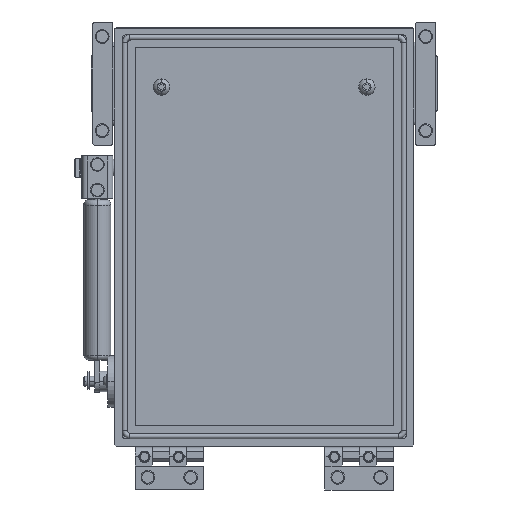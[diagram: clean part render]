
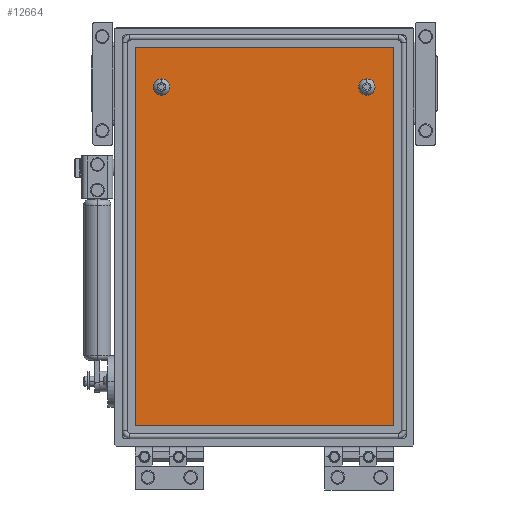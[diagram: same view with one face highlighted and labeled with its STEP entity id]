
A CAD part, front view. The second image highlights one B-rep face of the part: STEP entity #12664.
In plain terms, the highlighted planar face has unit normal (0, -1, 0).
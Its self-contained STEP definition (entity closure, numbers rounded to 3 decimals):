
#954 = VECTOR ( 'NONE', #1161, 1000. ) ;
#1161 = DIRECTION ( 'NONE',  ( -1., 0., 0. ) ) ;
#1247 = EDGE_CURVE ( 'NONE', #6439, #9684, #14272, .T. ) ;
#1858 = ORIENTED_EDGE ( 'NONE', *, *, #24171, .T. ) ;
#2392 = CARTESIAN_POINT ( 'NONE',  ( -75.5, 24., 110.5 ) ) ;
#2833 = VERTEX_POINT ( 'NONE', #4405 ) ;
#2960 = VERTEX_POINT ( 'NONE', #8262 ) ;
#3516 = DIRECTION ( 'NONE',  ( 0., 0., -1. ) ) ;
#3981 = AXIS2_PLACEMENT_3D ( 'NONE', #2392, #20246, #29157 ) ;
#4310 = VERTEX_POINT ( 'NONE', #9625 ) ;
#4405 = CARTESIAN_POINT ( 'NONE',  ( -75.5, 24., -110.5 ) ) ;
#4504 = CARTESIAN_POINT ( 'NONE',  ( 60., 24., 87.5 ) ) ;
#4860 = ORIENTED_EDGE ( 'NONE', *, *, #7536, .F. ) ;
#5301 = FACE_BOUND ( 'NONE', #32698, .T. ) ;
#5485 = PLANE ( 'NONE',  #3981 ) ;
#6106 = CARTESIAN_POINT ( 'NONE',  ( -75.5, 24., -110.5 ) ) ;
#6188 = AXIS2_PLACEMENT_3D ( 'NONE', #4504, #13598, #19650 ) ;
#6415 = CARTESIAN_POINT ( 'NONE',  ( -75.5, 24., 110.5 ) ) ;
#6439 = VERTEX_POINT ( 'NONE', #21869 ) ;
#7536 = EDGE_CURVE ( 'NONE', #11493, #4310, #34526, .T. ) ;
#7984 = ORIENTED_EDGE ( 'NONE', *, *, #1247, .F. ) ;
#8240 = CIRCLE ( 'NONE', #19427, 2.75 ) ;
#8262 = CARTESIAN_POINT ( 'NONE',  ( 75.5, 24., -110.5 ) ) ;
#8507 = EDGE_CURVE ( 'NONE', #33284, #2833, #31546, .T. ) ;
#9319 = LINE ( 'NONE', #6415, #954 ) ;
#9357 = CARTESIAN_POINT ( 'NONE',  ( -60., 24., 87.5 ) ) ;
#9366 = EDGE_CURVE ( 'NONE', #23940, #33284, #9319, .T. ) ;
#9625 = CARTESIAN_POINT ( 'NONE',  ( -60., 24., 90.25 ) ) ;
#9684 = VERTEX_POINT ( 'NONE', #23079 ) ;
#9729 = AXIS2_PLACEMENT_3D ( 'NONE', #9357, #21191, #33051 ) ;
#10700 = VECTOR ( 'NONE', #17449, 1000. ) ;
#11493 = VERTEX_POINT ( 'NONE', #11826 ) ;
#11826 = CARTESIAN_POINT ( 'NONE',  ( -60., 24., 84.75 ) ) ;
#12431 = DIRECTION ( 'NONE',  ( 0., -1., 0. ) ) ;
#12664 = ADVANCED_FACE ( 'NONE', ( #31898, #5301, #26252 ), #5485, .T. ) ;
#13598 = DIRECTION ( 'NONE',  ( 0., -1., 0. ) ) ;
#13599 = EDGE_LOOP ( 'NONE', ( #34485, #4860 ) ) ;
#14272 = CIRCLE ( 'NONE', #6188, 2.75 ) ;
#16376 = ORIENTED_EDGE ( 'NONE', *, *, #28285, .F. ) ;
#16578 = ORIENTED_EDGE ( 'NONE', *, *, #8507, .T. ) ;
#17366 = EDGE_CURVE ( 'NONE', #2960, #23940, #32201, .T. ) ;
#17449 = DIRECTION ( 'NONE',  ( 0., 0., 1. ) ) ;
#17772 = DIRECTION ( 'NONE',  ( 1., 0., 0. ) ) ;
#19173 = CARTESIAN_POINT ( 'NONE',  ( 75.5, 24., 110.5 ) ) ;
#19427 = AXIS2_PLACEMENT_3D ( 'NONE', #27188, #12431, #3516 ) ;
#19650 = DIRECTION ( 'NONE',  ( 0., 0., -1. ) ) ;
#20246 = DIRECTION ( 'NONE',  ( 0., -1., 0. ) ) ;
#21048 = LINE ( 'NONE', #6106, #21937 ) ;
#21108 = AXIS2_PLACEMENT_3D ( 'NONE', #22758, #34585, #35681 ) ;
#21191 = DIRECTION ( 'NONE',  ( 0., -1., 0. ) ) ;
#21869 = CARTESIAN_POINT ( 'NONE',  ( 60., 24., 90.25 ) ) ;
#21937 = VECTOR ( 'NONE', #17772, 1000. ) ;
#22758 = CARTESIAN_POINT ( 'NONE',  ( -60., 24., 87.5 ) ) ;
#23079 = CARTESIAN_POINT ( 'NONE',  ( 60., 24., 84.75 ) ) ;
#23940 = VERTEX_POINT ( 'NONE', #19173 ) ;
#24171 = EDGE_CURVE ( 'NONE', #2833, #2960, #21048, .T. ) ;
#25480 = CIRCLE ( 'NONE', #21108, 2.75 ) ;
#26252 = FACE_OUTER_BOUND ( 'NONE', #26329, .T. ) ;
#26329 = EDGE_LOOP ( 'NONE', ( #16578, #1858, #32695, #35730 ) ) ;
#27188 = CARTESIAN_POINT ( 'NONE',  ( 60., 24., 87.5 ) ) ;
#28285 = EDGE_CURVE ( 'NONE', #9684, #6439, #8240, .T. ) ;
#28435 = CARTESIAN_POINT ( 'NONE',  ( -75.5, 24., 110.5 ) ) ;
#29157 = DIRECTION ( 'NONE',  ( 0., 0., -1. ) ) ;
#29281 = CARTESIAN_POINT ( 'NONE',  ( -75.5, 24., 110.5 ) ) ;
#31546 = LINE ( 'NONE', #28435, #38217 ) ;
#31898 = FACE_BOUND ( 'NONE', #13599, .T. ) ;
#32201 = LINE ( 'NONE', #37547, #10700 ) ;
#32695 = ORIENTED_EDGE ( 'NONE', *, *, #17366, .T. ) ;
#32698 = EDGE_LOOP ( 'NONE', ( #7984, #16376 ) ) ;
#33051 = DIRECTION ( 'NONE',  ( 0., 0., -1. ) ) ;
#33284 = VERTEX_POINT ( 'NONE', #29281 ) ;
#34240 = DIRECTION ( 'NONE',  ( 0., 0., -1. ) ) ;
#34485 = ORIENTED_EDGE ( 'NONE', *, *, #35763, .F. ) ;
#34526 = CIRCLE ( 'NONE', #9729, 2.75 ) ;
#34585 = DIRECTION ( 'NONE',  ( 0., -1., 0. ) ) ;
#35681 = DIRECTION ( 'NONE',  ( 0., 0., -1. ) ) ;
#35730 = ORIENTED_EDGE ( 'NONE', *, *, #9366, .T. ) ;
#35763 = EDGE_CURVE ( 'NONE', #4310, #11493, #25480, .T. ) ;
#37547 = CARTESIAN_POINT ( 'NONE',  ( 75.5, 24., 110.5 ) ) ;
#38217 = VECTOR ( 'NONE', #34240, 1000. ) ;
